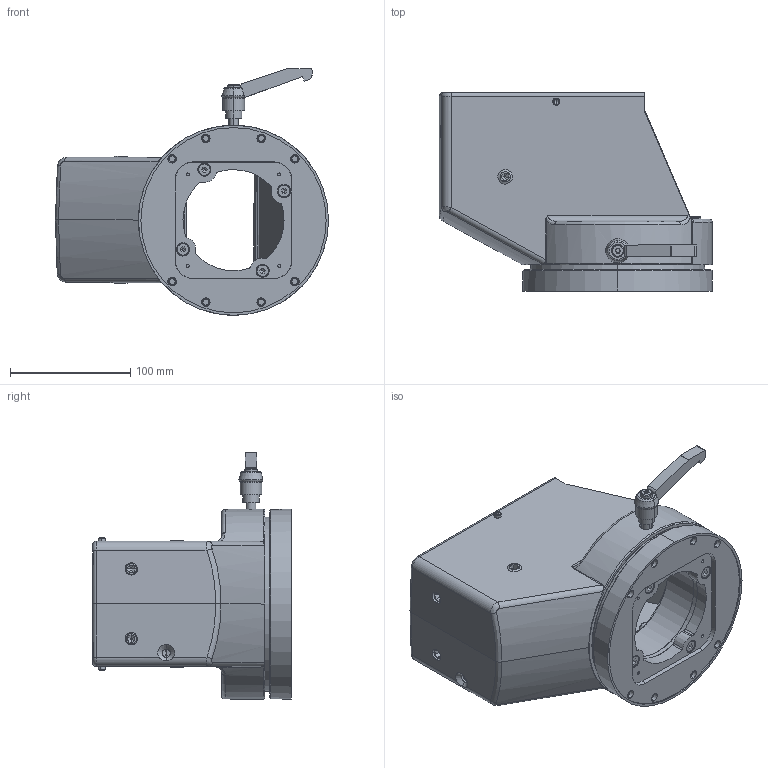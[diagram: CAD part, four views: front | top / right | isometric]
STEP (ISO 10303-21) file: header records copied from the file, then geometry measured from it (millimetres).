
FILE_DESCRIPTION (( 'STEP AP214' ), '1' );
FILE_NAME ('49907301.STEP', '2012-05-10T05:34:29', ( ' ' ), ( '' ), 'SwSTEP 2.0', 'SolidWorks 2011', '' );
FILE_SCHEMA (( 'AUTOMOTIVE_DESIGN' ));
Length unit declared in the file: millimetre
Products named in the file (17): 93099; 93115; 93232; 94527; 84046; 93266; 93271; 94901; 84045; 84044; 94503; 84035; 12639; Gewindebuchse C-M6; 12651; 49907301
Assembly tree (39 placements, depth 3):
  49907301
    93266  x8
    84046
    94527
    93232  x7
    93115  x2
    12651
    93099  x2
    84045
    94901
    93271
    94503  x2
    12639
      Gewindebuchse C-M6  x8
      12639
    84035
    84044
Bounding box: 227 x 164.95 x 204.9 mm (x, y, z)
Volume: 1304195.5 mm3; surface area: 394025.1 mm2
Topology: 38 solids, 39 shells, 1751 faces, 4054 edges, 2468 vertices
Faces by surface type: plane 644, cylinder 528, bspline 248, cone 183, torus 138, sphere 10
Entity records: 38520 total; most frequent: CARTESIAN_POINT 12228, DIRECTION 5368, ORIENTED_EDGE 5100, EDGE_CURVE 2550, AXIS2_PLACEMENT_3D 2166, VERTEX_POINT 1591, EDGE_LOOP 1255, CIRCLE 1163
